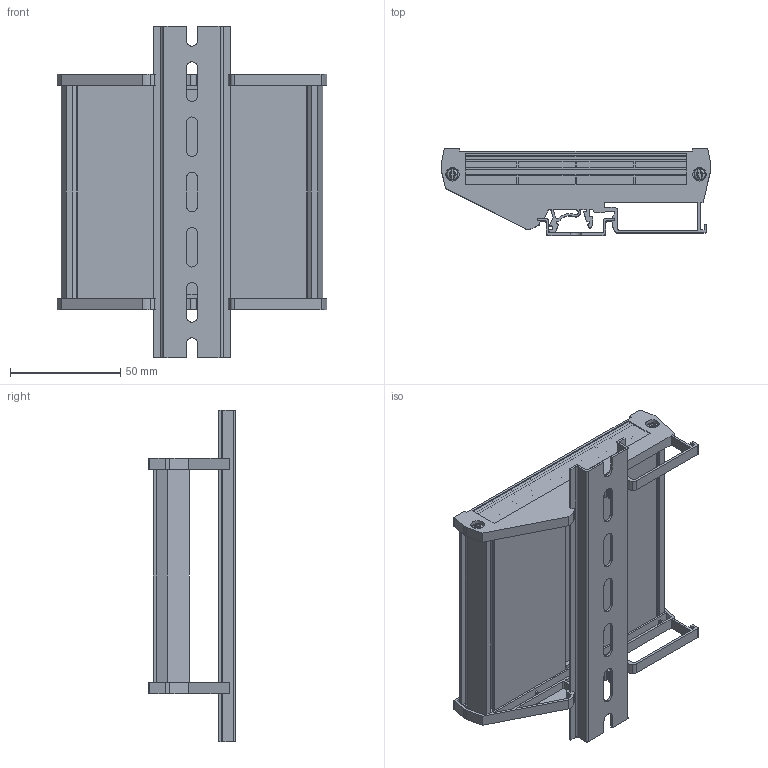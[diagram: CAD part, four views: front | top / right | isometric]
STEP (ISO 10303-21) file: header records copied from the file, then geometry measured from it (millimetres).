
FILE_DESCRIPTION (( 'STEP AP214' ), '1' );
FILE_NAME ('PHCR-PHRKLR-100.STEP', '2022-01-24T11:31:22', ( '' ), ( '' ), 'SwSTEP 2.0', 'SolidWorks 2017', '' );
FILE_SCHEMA (( 'AUTOMOTIVE_DESIGN' ));
Length unit declared in the file: millimetre
Products named in the file (16): PHFL; PHCR-PHRKLR-100; Side Screw; PCB-108; Profile - 108; PHFR; Rail-150; Profile - 108_Profile-100; PCB-108_PCB-100; Rail-150_Rail Length - 100
Assembly tree (9 placements, depth 2):
  PHCR-PHRKLR-100
    Profile - 108_Profile-100
    PHFL
    PHFR
    PCB-108_PCB-100
    Rail-150_Rail Length - 100
    Side Screw  x4
  Side Screw
  Side Screw
  Side Screw
  PCB-108
Bounding box: 122.3 x 39.3 x 150 mm (x, y, z)
Volume: 67852.8 mm3; surface area: 101964.2 mm2
Topology: 9 solids, 9 shells, 790 faces, 2190 edges, 1445 vertices
Faces by surface type: plane 579, cylinder 163, cone 20, bspline 16, torus 12
Entity records: 24548 total; most frequent: CARTESIAN_POINT 4261, ORIENTED_EDGE 4002, DIRECTION 3727, EDGE_CURVE 2001, VECTOR 1651, LINE 1651, VERTEX_POINT 1328, AXIS2_PLACEMENT_3D 1038
